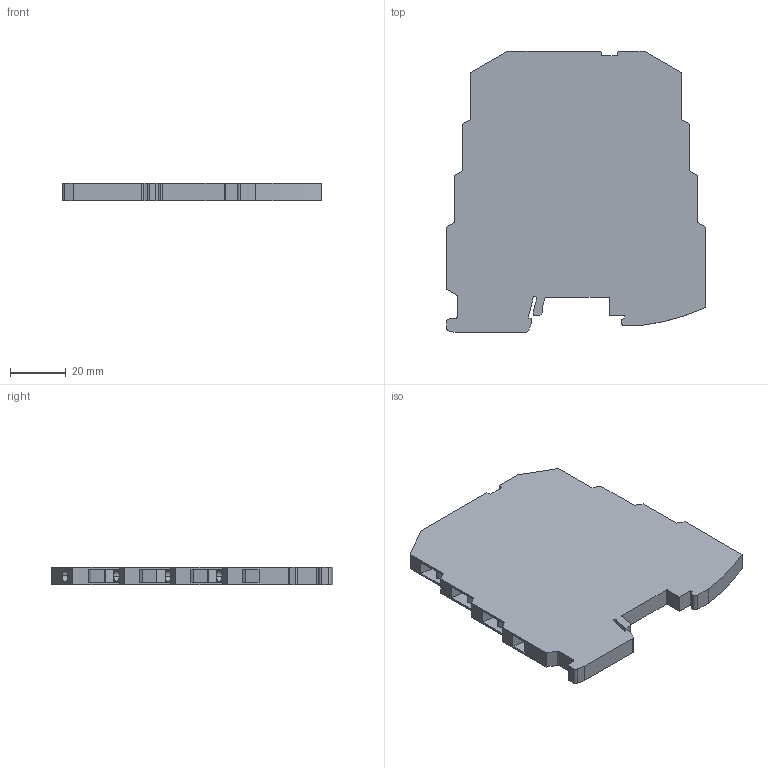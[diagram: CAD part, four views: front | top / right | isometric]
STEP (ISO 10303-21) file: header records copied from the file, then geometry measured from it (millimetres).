
FILE_DESCRIPTION(('SolidDesigner STEP Export'),'2;1');
FILE_NAME('15643_2_CML_Ui_UI.stp','2011-07-28T12:46:07',(''),(''),'CoCreate Modeling STEP processor for AP214 (Solid Model)','CoCreate Modeling 16.00A 16-Aug-2008 (C) Parametric Technology GmbH','');
FILE_SCHEMA(('AUTOMOTIVE_DESIGN { 1 0 10303 214 1 1 1 1 }'));
Length unit declared in the file: millimetre
Products named in the file (2): 15643_2_CML_UI_UI
Assembly tree (1 placements, depth 2):
  15643_2_CML_UI_UI
    15643_2_CML_UI_UI
Bounding box: 93.1 x 101.2 x 6.3 mm (x, y, z)
Volume: 48660.2 mm3; surface area: 19838.6 mm2
Topology: 1 solids, 1 shells, 147 faces, 408 edges, 268 vertices
Faces by surface type: plane 105, cylinder 42
Entity records: 5578 total; most frequent: ORIENTED_EDGE 816, CARTESIAN_POINT 768, DIRECTION 688, EDGE_CURVE 408, VECTOR 312, LINE 312, VERTEX_POINT 268, AXIS2_PLACEMENT_3D 188
